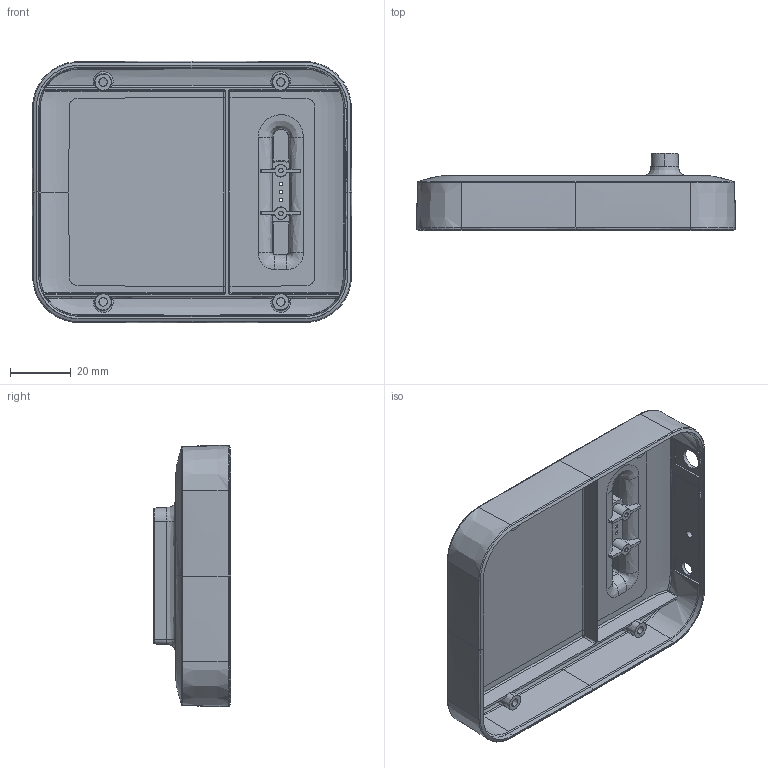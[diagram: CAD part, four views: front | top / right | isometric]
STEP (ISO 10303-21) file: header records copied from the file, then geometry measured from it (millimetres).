
FILE_DESCRIPTION(/* description */ (''),/* implementation_level */ '2;1');
FILE_NAME(/* name */ 'B2.1.1 Top Cover',/* time_stamp */ '2014-12-16T14:48:16+00:00',/* author */ (''),/* organization */ (''),/* preprocessor_version */ 'ST-DEVELOPER v15',/* originating_system */ '',/* authorisation */ '');
FILE_SCHEMA (('AUTOMOTIVE_DESIGN'));
Length unit declared in the file: millimetre
Products named in the file (1): Document
Bounding box: 104.98 x 25.44 x 85.99 mm (x, y, z)
Surface area: 32767.6 mm2 (no closed solid volume)
Topology: 0 solids, 1 shells, 311 faces, 871 edges, 513 vertices
Faces by surface type: bspline 226, plane 85
Entity records: 34658 total; most frequent: CARTESIAN_POINT 29707, ORIENTED_EDGE 1604, EDGE_CURVE 863, B_SPLINE_CURVE_WITH_KNOTS 636, VERTEX_POINT 513, EDGE_LOOP 334, ADVANCED_FACE 311, FACE_OUTER_BOUND 311
